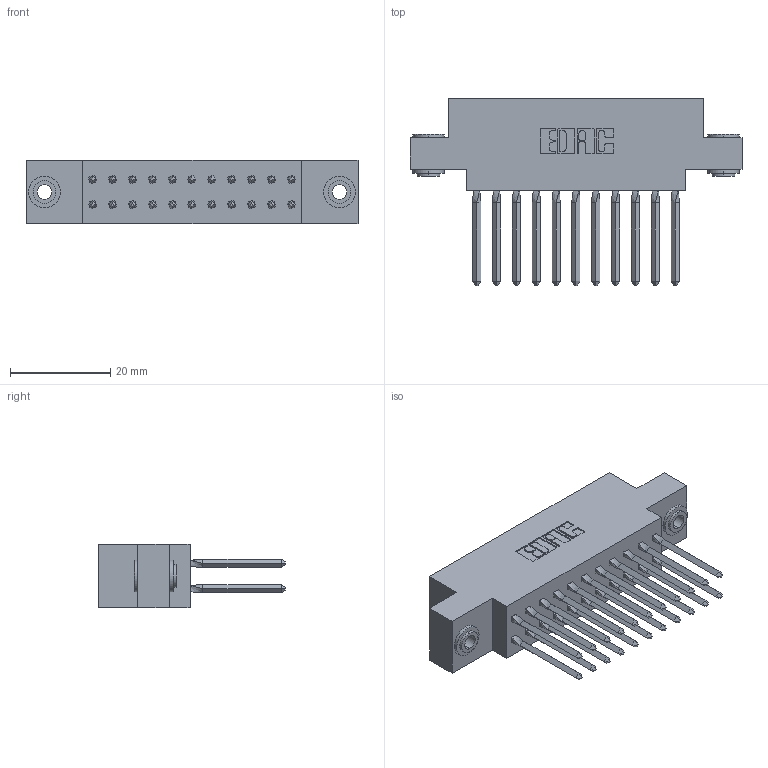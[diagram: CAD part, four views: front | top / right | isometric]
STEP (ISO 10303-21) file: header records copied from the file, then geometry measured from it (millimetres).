
FILE_DESCRIPTION (( 'STEP AP203' ), '1' );
FILE_NAME ('317-022-542-803.STEP', '2020-02-27T17:28:17', ( '' ), ( '' ), 'SwSTEP 2.0', 'SolidWorks 2016', '' );
FILE_SCHEMA (( 'CONFIG_CONTROL_DESIGN' ));
Length unit declared in the file: inch
Products named in the file (4): 317 Part_.156 Dia - TH; 345-250-002_345-250-002-102; 317-022-542-803; 317-290-003_542
Assembly tree (25 placements, depth 2):
  317-022-542-803
    317 Part_.156 Dia - TH
    317-290-003_542  x22
    345-250-002_345-250-002-102  x2
Bounding box: 66.29 x 37.34 x 12.7 mm (x, y, z)
Volume: 9895.1 mm3; surface area: 12981.6 mm2
Topology: 25 solids, 25 shells, 1394 faces, 3871 edges, 2474 vertices
Faces by surface type: plane 1080, cylinder 218, bspline 88, cone 8
Entity records: 19892 total; most frequent: CARTESIAN_POINT 3684, ORIENTED_EDGE 3340, DIRECTION 2904, EDGE_CURVE 1670, LINE 1476, VECTOR 1476, VERTEX_POINT 1106, AXIS2_PLACEMENT_3D 714
